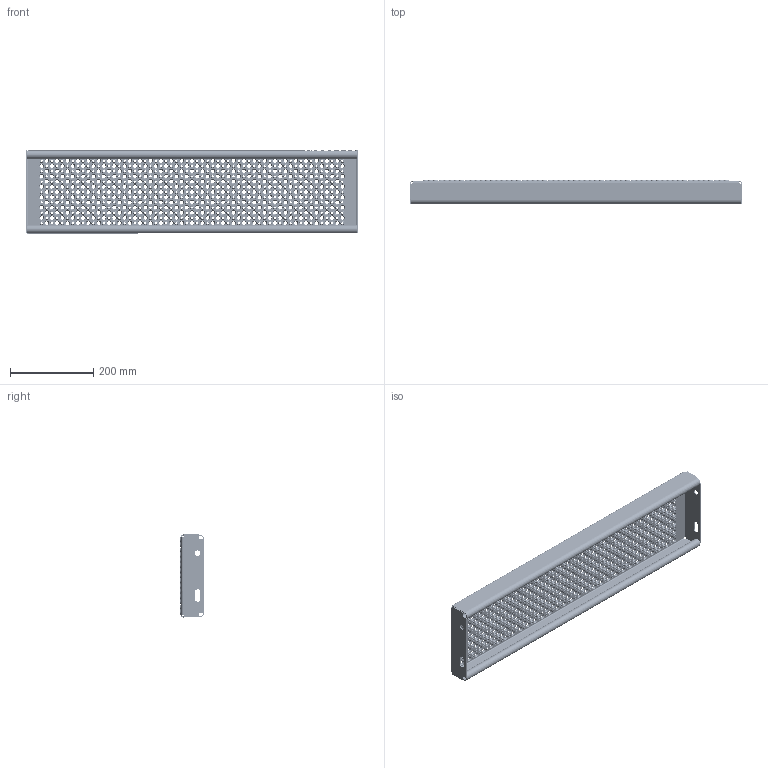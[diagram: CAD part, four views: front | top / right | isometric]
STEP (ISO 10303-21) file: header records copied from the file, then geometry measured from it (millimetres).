
FILE_DESCRIPTION (( 'STEP AP203' ), '1' );
FILE_NAME ('OPTIMO-Tread-Achil-O2-800x200x57x2,5-alu-F100806100.STEP', '2025-01-07T10:58:17', ( '' ), ( '' ), 'SwSTEP 2.0', 'SolidWorks 2025', '' );
FILE_SCHEMA (( 'CONFIG_CONTROL_DESIGN' ));
Products named in the file (1): OPTIMO-Tread-Achil-O2-800x200x57x2,5-alu-F100806100
Bounding box: 800 x 57 x 200 mm (x, y, z)
Volume: 779976.6 mm3; surface area: 680292.9 mm2
Topology: 1 solids, 1 shells, 6277 faces, 14360 edges, 8970 vertices
Faces by surface type: cone 3540, cylinder 1806, plane 923, bspline 8
Entity records: 183469 total; most frequent: DIRECTION 35774, CARTESIAN_POINT 30172, ORIENTED_EDGE 28720, AXIS2_PLACEMENT_3D 15176, EDGE_CURVE 14360, VERTEX_POINT 8970, EDGE_LOOP 8940, CIRCLE 8906
